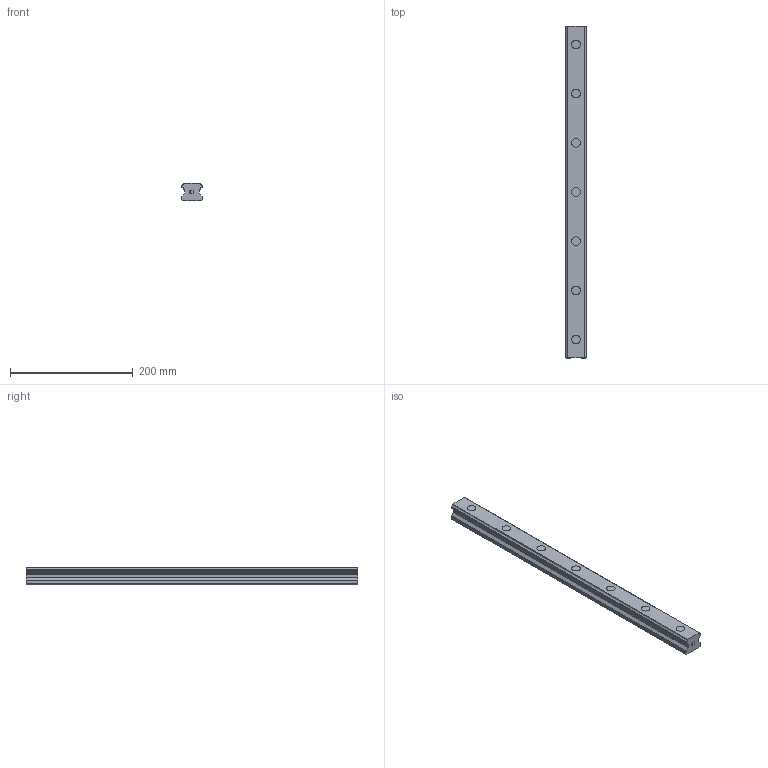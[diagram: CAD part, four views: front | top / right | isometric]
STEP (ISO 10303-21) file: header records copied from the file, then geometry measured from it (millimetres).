
FILE_DESCRIPTION(('STEP AP214'),'1');
FILE_NAME('cctmp_4BF0CFC5-A373-4F49-BC98-D9628A5DFD78_2020_6_30_15_26_16_299..stp','2020-06-30T13:26:16',('HIWIN GmbH'),('CADClick - www.CADClick.com'),'Spatial InterOp 3D',' ','unknown authorization');
FILE_SCHEMA(('AUTOMOTIVE_DESIGN'));
Length unit declared in the file: millimetre
Products named in the file (1): HGR35R540H_FILE
Bounding box: 34 x 540 x 29 mm (x, y, z)
Volume: 440594.5 mm3; surface area: 79883.9 mm2
Topology: 1 solids, 1 shells, 178 faces, 453 edges, 302 vertices
Faces by surface type: plane 114, cylinder 64
Entity records: 6833 total; most frequent: DIRECTION 939, CARTESIAN_POINT 934, ORIENTED_EDGE 906, EDGE_CURVE 453, LINE 325, VECTOR 325, AXIS2_PLACEMENT_3D 307, VERTEX_POINT 302
